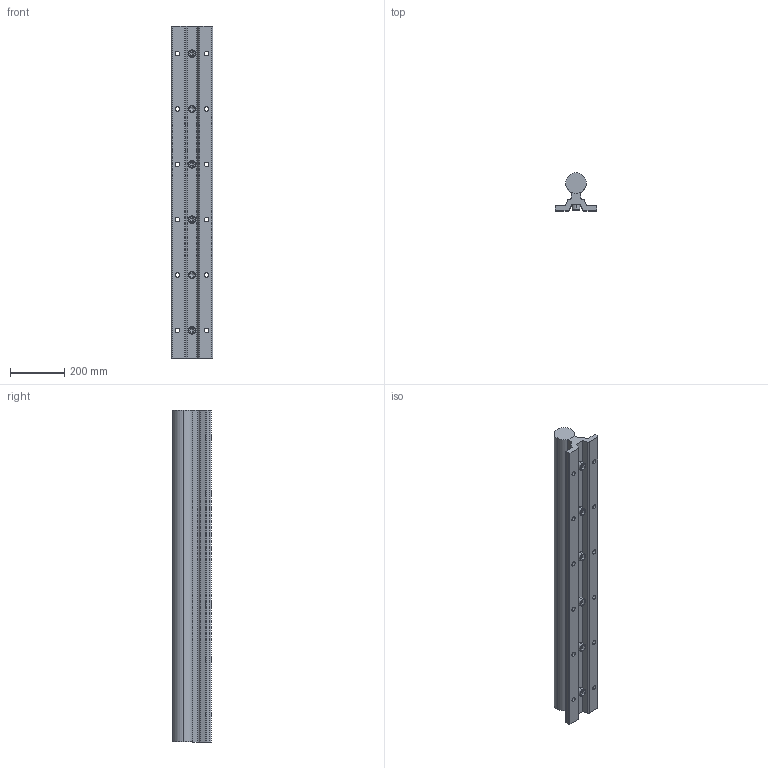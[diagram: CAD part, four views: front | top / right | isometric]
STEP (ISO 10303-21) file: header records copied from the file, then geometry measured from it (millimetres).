
FILE_DESCRIPTION (( 'STEP AP203' ), '1' );
FILE_NAME ('ShaftRailAssembly_0AA5FE7F22.step', '2022-10-26T18:49:54', ( '' ), ( '' ), 'SwSTEP 2.0', 'SolidWorks 2019', '' );
FILE_SCHEMA (( 'CONFIG_CONTROL_DESIGN' ));
Length unit declared in the file: inch
Products named in the file (3): ShaftRailAssembly_0AA5FE7F22; iuTJqkxVG2_CADModel_0
Assembly tree (1 placements, depth 2):
  ShaftRailAssembly_0AA5FE7F22
    iuTJqkxVG2_CADModel_0
  iuTJqkxVG2_CADModel_0
Bounding box: 152.4 x 139.7 x 1219.2 mm (x, y, z)
Volume: 10753957.8 mm3; surface area: 927765.9 mm2
Topology: 8 solids, 8 shells, 272 faces, 636 edges, 380 vertices
Faces by surface type: plane 115, cylinder 97, cone 48, torus 12
Entity records: 8986 total; most frequent: CARTESIAN_POINT 2409, DIRECTION 1396, ORIENTED_EDGE 1224, EDGE_CURVE 612, AXIS2_PLACEMENT_3D 531, VERTEX_POINT 380, LINE 334, VECTOR 334
